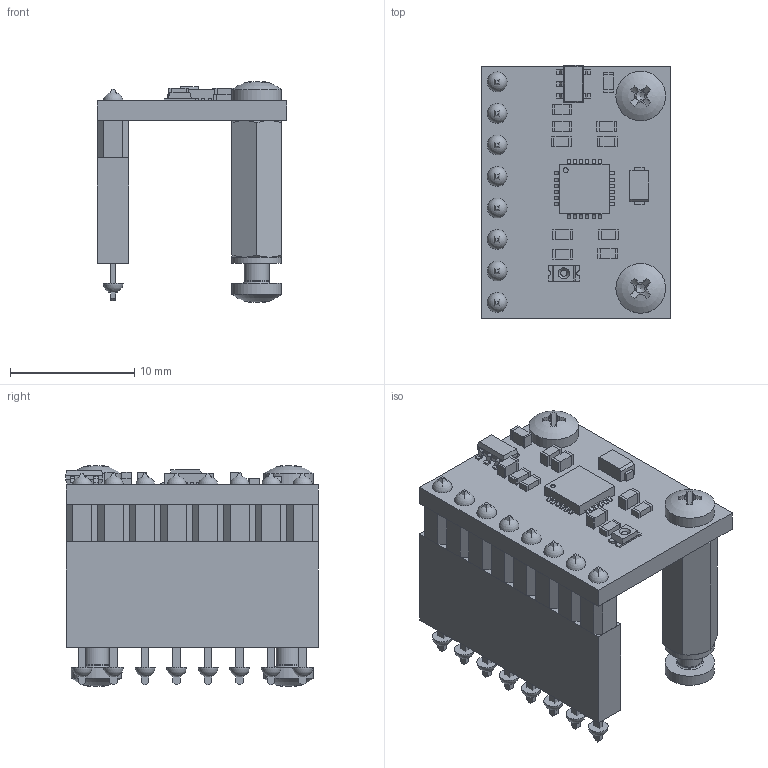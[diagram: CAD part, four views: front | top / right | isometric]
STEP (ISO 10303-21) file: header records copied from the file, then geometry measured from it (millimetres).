
FILE_DESCRIPTION(('FreeCAD Model'),'2;1');
FILE_NAME('Open CASCADE Shape Model','2023-01-28T12:14:55',(''),(''), 'Open CASCADE STEP processor 7.6','FreeCAD','Unknown');
FILE_SCHEMA(('AUTOMOTIVE_DESIGN { 1 0 10303 214 1 1 1 1 }'));
Length unit declared in the file: millimetre
Products named in the file (26): Unnamed2; Board_001; SOT25_001; 0603 Capacitor_001; 0603 Capacitor_002; 0603 Capacitor_003; 0603 Capacitor_004; 0603 Capacitor_005; 0603 Capacitor_006; 0603 Resistor_001; 0603 Resistor_002; 0603 Resistor_003; 0603 Resistor_004; SM LED_001; Diode 2_001; 24 QFN_001; 1x8 Male Header_001; 8 Pos Socket Header_001; M2 x 11 Nylon Standoff_001; M2 x 11 Nylon Standoff_002; M2 Nylon Flat Washer_001; M2 Nylon Flat Washer_002; M2 x 5 Nylon Screw_001; M2 x 5 Nylon Screw_002; M2 x 5 Nylon Screw_003; M2 x 5 Nylon Screw_004
Assembly tree (25 placements, depth 2):
  Unnamed2
    Board_001
    SOT25_001
    0603 Capacitor_001
    0603 Capacitor_002
    0603 Capacitor_003
    0603 Capacitor_004
    0603 Capacitor_005
    0603 Capacitor_006
    0603 Resistor_001
    0603 Resistor_002
    0603 Resistor_003
    0603 Resistor_004
    SM LED_001
    Diode 2_001
    24 QFN_001
    1x8 Male Header_001
    8 Pos Socket Header_001
    M2 x 11 Nylon Standoff_001
    M2 x 11 Nylon Standoff_002
    M2 Nylon Flat Washer_001
    M2 Nylon Flat Washer_002
    M2 x 5 Nylon Screw_001
    M2 x 5 Nylon Screw_002
    M2 x 5 Nylon Screw_003
    M2 x 5 Nylon Screw_004
Bounding box: 15.25 x 20.38 x 17.83 mm (x, y, z)
Volume: 1416.1 mm3; surface area: 3188.2 mm2
Topology: 90 solids, 106 shells, 1018 faces, 2303 edges, 1483 vertices
Faces by surface type: plane 863, cylinder 78, cone 53, sphere 20, revolution 4
Full cylindrical faces by diameter (mm): 0.4 x1, 0.5 x2, 0.9 x8, 1.6 x2, 2 x8, 2.2 x2, 3.2 x2, 4 x6
Entity records: 34469 total; most frequent: DIRECTION 4844, CARTESIAN_POINT 4814, ORIENTED_EDGE 4566, EDGE_CURVE 2283, LINE 1814, VECTOR 1814, AXIS2_PLACEMENT_3D 1513, VERTEX_POINT 1483
